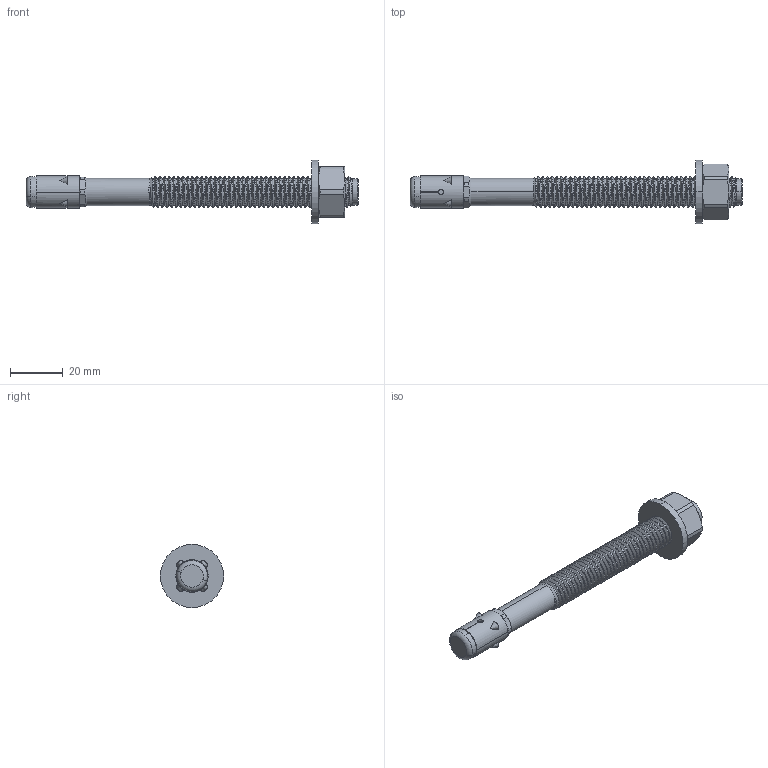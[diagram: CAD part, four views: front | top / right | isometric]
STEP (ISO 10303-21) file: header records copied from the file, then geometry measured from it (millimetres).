
FILE_DESCRIPTION (( 'STEP AP214' ), '1' );
FILE_NAME ('Q5_08-FBN12-30.STEP', '2022-01-20T11:55:06', ( '' ), ( '' ), 'SwSTEP 2.0', 'SolidWorks 2019', '' );
FILE_SCHEMA (( 'AUTOMOTIVE_DESIGN' ));
Length unit declared in the file: millimetre
Products named in the file (1): Q5_08-FBN12-30
Bounding box: 126 x 24 x 24 mm (x, y, z)
Volume: 15073.6 mm3; surface area: 8234.7 mm2
Topology: 2 solids, 2 shells, 188 faces, 504 edges, 326 vertices
Faces by surface type: cylinder 109, cone 37, plane 33, torus 6, bspline 3
Entity records: 16844 total; most frequent: CARTESIAN_POINT 10606, ORIENTED_EDGE 1008, DIRECTION 736, EDGE_CURVE 504, VERTEX_POINT 326, AXIS2_PLACEMENT_3D 287, EDGE_LOOP 196, UNCERTAINTY_MEASURE_WITH_UNIT 192
